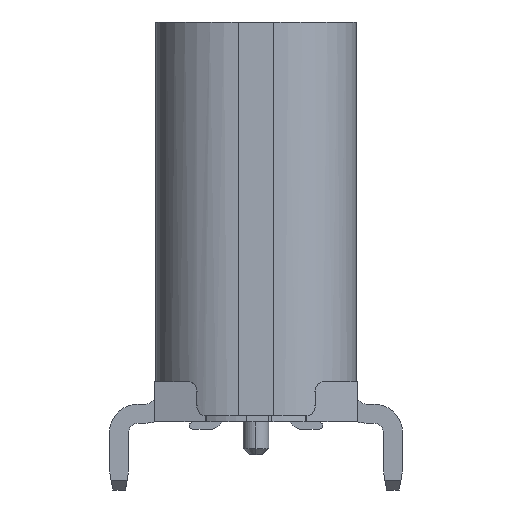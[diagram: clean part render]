
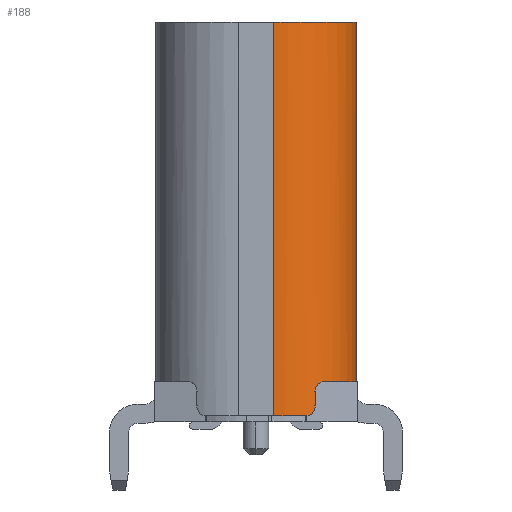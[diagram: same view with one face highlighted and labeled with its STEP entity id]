
A CAD part, left-side view. The second image highlights one B-rep face of the part: STEP entity #188.
In plain terms, the highlighted cylindrical face has radius 1.3 mm (diameter 2.6 mm), a partial arc.
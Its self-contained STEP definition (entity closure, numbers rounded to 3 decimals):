
#188=ADVANCED_FACE('',(#1129),#1130,.T.);
#1129=FACE_OUTER_BOUND('',#2841,.T.);
#1130=CYLINDRICAL_SURFACE('',#2842,1.3);
#2841=EDGE_LOOP('',(#5156,#5157,#5158,#5159,#5160,#5161,#5162,#5163,#5164));
#2842=AXIS2_PLACEMENT_3D('',#5165,#5166,#5167);
#5156=ORIENTED_EDGE('',*,*,#12154,.F.);
#5157=ORIENTED_EDGE('',*,*,#12155,.T.);
#5158=ORIENTED_EDGE('',*,*,#12156,.F.);
#5159=ORIENTED_EDGE('',*,*,#12157,.T.);
#5160=ORIENTED_EDGE('',*,*,#12158,.T.);
#5161=ORIENTED_EDGE('',*,*,#12159,.T.);
#5162=ORIENTED_EDGE('',*,*,#12160,.F.);
#5163=ORIENTED_EDGE('',*,*,#12153,.F.);
#5164=ORIENTED_EDGE('',*,*,#12161,.T.);
#5165=CARTESIAN_POINT('',(-3.17,-0.28,13.256));
#5166=DIRECTION('',(-0.0,0.0,1.0));
#5167=DIRECTION('',(0.0,-1.0,0.0));
#12153=EDGE_CURVE('',#14771,#14767,#14773,.T.);
#12154=EDGE_CURVE('',#14774,#14775,#14776,.T.);
#12155=EDGE_CURVE('',#14774,#14777,#14778,.T.);
#12156=EDGE_CURVE('',#14779,#14777,#14780,.T.);
#12157=EDGE_CURVE('',#14779,#14781,#14782,.T.);
#12158=EDGE_CURVE('',#14781,#14783,#14784,.T.);
#12159=EDGE_CURVE('',#14783,#14785,#14786,.T.);
#12160=EDGE_CURVE('',#14767,#14785,#14787,.T.);
#12161=EDGE_CURVE('',#14771,#14775,#14788,.T.);
#14767=VERTEX_POINT('',#18724);
#14771=VERTEX_POINT('',#18730);
#14773=CIRCLE('',#18733,1.3);
#14774=VERTEX_POINT('',#18734);
#14775=VERTEX_POINT('',#18735);
#14776=CIRCLE('',#18736,1.3);
#14777=VERTEX_POINT('',#18737);
#14778=LINE('',#18738,#18739);
#14779=VERTEX_POINT('',#18740);
#14780=CIRCLE('',#18741,1.3);
#14781=VERTEX_POINT('',#18742);
#14782=B_SPLINE_CURVE_WITH_KNOTS('',3,(#18743,#18744,#18745,#18746,#18747,#18748,#18749,#18750,#18751,#18752),.UNSPECIFIED.,.F.,.F.,(4,1,1,1,1,1,1,4),(0.,0.143,0.286,0.429,0.571,0.714,0.857,1.0),.UNSPECIFIED.);
#14783=VERTEX_POINT('',#18753);
#14784=LINE('',#18754,#18755);
#14785=VERTEX_POINT('',#18756);
#14786=B_SPLINE_CURVE_WITH_KNOTS('',3,(#18757,#18758,#18759,#18760,#18761,#18762,#18763,#18764,#18765,#18766),.UNSPECIFIED.,.F.,.F.,(4,1,1,1,1,1,1,4),(0.0,0.143,0.286,0.429,0.571,0.714,0.857,1.0),.UNSPECIFIED.);
#14787=CIRCLE('',#18767,1.3);
#14788=LINE('',#18768,#18769);
#18724=CARTESIAN_POINT('',(-3.788,-1.424,-1.975));
#18730=CARTESIAN_POINT('',(-3.17,-1.58,-1.975));
#18733=AXIS2_PLACEMENT_3D('',#24723,#24724,#24725);
#18734=CARTESIAN_POINT('',(-4.47,-0.28,3.675));
#18735=CARTESIAN_POINT('',(-3.17,-1.58,3.675));
#18736=AXIS2_PLACEMENT_3D('',#24726,#24727,#24728);
#18737=CARTESIAN_POINT('',(-4.47,-0.28,-2.505));
#18738=CARTESIAN_POINT('',(-4.47,-0.28,3.675));
#18739=VECTOR('',#24729,6.18);
#18740=CARTESIAN_POINT('',(-4.363,-0.796,-2.505));
#18741=AXIS2_PLACEMENT_3D('',#24730,#24731,#24732);
#18742=CARTESIAN_POINT('',(-4.296,-0.93,-2.355));
#18743=CARTESIAN_POINT('',(-4.363,-0.796,-2.505));
#18744=CARTESIAN_POINT('',(-4.358,-0.808,-2.505));
#18745=CARTESIAN_POINT('',(-4.347,-0.831,-2.501));
#18746=CARTESIAN_POINT('',(-4.334,-0.86,-2.489));
#18747=CARTESIAN_POINT('',(-4.322,-0.883,-2.471));
#18748=CARTESIAN_POINT('',(-4.312,-0.901,-2.45));
#18749=CARTESIAN_POINT('',(-4.304,-0.916,-2.425));
#18750=CARTESIAN_POINT('',(-4.298,-0.927,-2.394));
#18751=CARTESIAN_POINT('',(-4.296,-0.93,-2.369));
#18752=CARTESIAN_POINT('',(-4.296,-0.93,-2.355));
#18753=CARTESIAN_POINT('',(-4.296,-0.93,-2.125));
#18754=CARTESIAN_POINT('',(-4.296,-0.93,-2.355));
#18755=VECTOR('',#24733,0.23);
#18756=CARTESIAN_POINT('',(-4.213,-1.056,-1.975));
#18757=CARTESIAN_POINT('',(-4.296,-0.93,-2.125));
#18758=CARTESIAN_POINT('',(-4.296,-0.93,-2.111));
#18759=CARTESIAN_POINT('',(-4.294,-0.933,-2.086));
#18760=CARTESIAN_POINT('',(-4.288,-0.944,-2.054));
#18761=CARTESIAN_POINT('',(-4.279,-0.959,-2.029));
#18762=CARTESIAN_POINT('',(-4.267,-0.977,-2.008));
#18763=CARTESIAN_POINT('',(-4.254,-0.998,-1.991));
#18764=CARTESIAN_POINT('',(-4.236,-1.024,-1.979));
#18765=CARTESIAN_POINT('',(-4.221,-1.045,-1.975));
#18766=CARTESIAN_POINT('',(-4.213,-1.056,-1.975));
#18767=AXIS2_PLACEMENT_3D('',#24734,#24735,#24736);
#18768=CARTESIAN_POINT('',(-3.17,-1.58,-1.975));
#18769=VECTOR('',#24737,5.65);
#24723=CARTESIAN_POINT('',(-3.17,-0.28,-1.975));
#24724=DIRECTION('',(-0.0,0.0,-1.0));
#24725=DIRECTION('',(0.,-1.0,0.0));
#24726=CARTESIAN_POINT('',(-3.17,-0.28,3.675));
#24727=DIRECTION('',(0.0,0.0,1.0));
#24728=DIRECTION('',(-1.0,0.0,0.0));
#24729=DIRECTION('',(0.0,0.,-1.0));
#24730=CARTESIAN_POINT('',(-3.17,-0.28,-2.505));
#24731=DIRECTION('',(-0.0,0.0,-1.0));
#24732=DIRECTION('',(-0.918,-0.397,0.0));
#24733=DIRECTION('',(0.,0.,1.0));
#24734=CARTESIAN_POINT('',(-3.17,-0.28,-1.975));
#24735=DIRECTION('',(-0.0,0.0,-1.0));
#24736=DIRECTION('',(-0.475,-0.88,0.0));
#24737=DIRECTION('',(0.,0.0,1.0));
